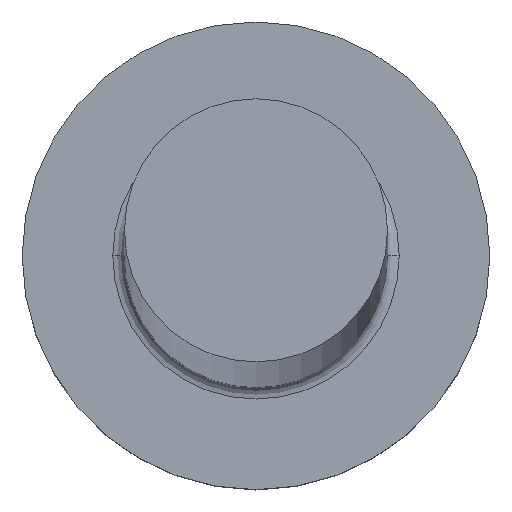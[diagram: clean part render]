
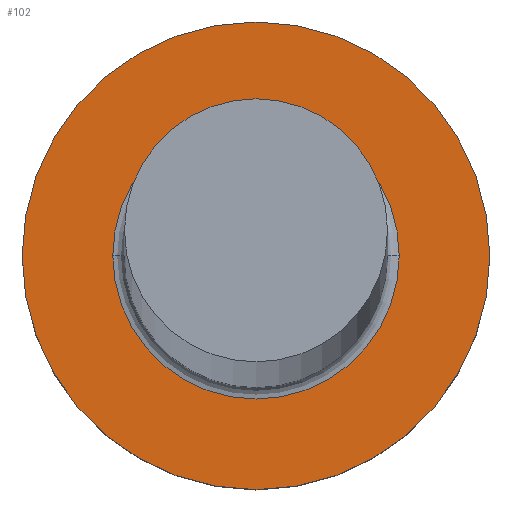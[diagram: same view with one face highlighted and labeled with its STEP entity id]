
A CAD part, top view. The second image highlights one B-rep face of the part: STEP entity #102.
In plain terms, the highlighted planar face has unit normal (0, 0, 1).
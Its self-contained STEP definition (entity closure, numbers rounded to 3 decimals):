
#2 = AXIS2_PLACEMENT_3D ( 'NONE', #152, #25, #242 ) ;
#7 = AXIS2_PLACEMENT_3D ( 'NONE', #175, #201, #290 ) ;
#12 = AXIS2_PLACEMENT_3D ( 'NONE', #220, #145, #148 ) ;
#19 = ORIENTED_EDGE ( 'NONE', *, *, #98, .T. ) ;
#21 = DIRECTION ( 'NONE',  ( 0., 0., -1. ) ) ;
#22 = CARTESIAN_POINT ( 'NONE',  ( 0., 0., 3. ) ) ;
#25 = DIRECTION ( 'NONE',  ( 0., 0., 1. ) ) ;
#38 = EDGE_CURVE ( 'NONE', #107, #136, #278, .T. ) ;
#48 = CARTESIAN_POINT ( 'NONE',  ( 4., 0., 3. ) ) ;
#67 = CARTESIAN_POINT ( 'NONE',  ( -2.45, 0., 3. ) ) ;
#93 = VERTEX_POINT ( 'NONE', #48 ) ;
#97 = CARTESIAN_POINT ( 'NONE',  ( 0., 0., 3. ) ) ;
#98 = EDGE_CURVE ( 'NONE', #93, #188, #130, .T. ) ;
#99 = DIRECTION ( 'NONE',  ( 1., 0., 0. ) ) ;
#102 = ADVANCED_FACE ( 'NONE', ( #121, #151 ), #239, .T. ) ;
#107 = VERTEX_POINT ( 'NONE', #67 ) ;
#113 = EDGE_CURVE ( 'NONE', #136, #107, #178, .T. ) ;
#116 = DIRECTION ( 'NONE',  ( 1., 0., 0. ) ) ;
#121 = FACE_BOUND ( 'NONE', #300, .T. ) ;
#130 = CIRCLE ( 'NONE', #12, 4. ) ;
#136 = VERTEX_POINT ( 'NONE', #243 ) ;
#145 = DIRECTION ( 'NONE',  ( 0., 0., 1. ) ) ;
#147 = AXIS2_PLACEMENT_3D ( 'NONE', #97, #21, #116 ) ;
#148 = DIRECTION ( 'NONE',  ( 1., 0., 0. ) ) ;
#151 = FACE_OUTER_BOUND ( 'NONE', #185, .T. ) ;
#152 = CARTESIAN_POINT ( 'NONE',  ( 0., 0., 3. ) ) ;
#161 = ORIENTED_EDGE ( 'NONE', *, *, #113, .T. ) ;
#175 = CARTESIAN_POINT ( 'NONE',  ( 0., 0., 3. ) ) ;
#178 = CIRCLE ( 'NONE', #7, 2.45 ) ;
#185 = EDGE_LOOP ( 'NONE', ( #210, #19 ) ) ;
#188 = VERTEX_POINT ( 'NONE', #222 ) ;
#191 = AXIS2_PLACEMENT_3D ( 'NONE', #22, #307, #99 ) ;
#199 = CIRCLE ( 'NONE', #2, 4. ) ;
#201 = DIRECTION ( 'NONE',  ( 0., 0., -1. ) ) ;
#210 = ORIENTED_EDGE ( 'NONE', *, *, #297, .T. ) ;
#220 = CARTESIAN_POINT ( 'NONE',  ( 0., 0., 3. ) ) ;
#222 = CARTESIAN_POINT ( 'NONE',  ( -4., 0., 3. ) ) ;
#231 = ORIENTED_EDGE ( 'NONE', *, *, #38, .T. ) ;
#239 = PLANE ( 'NONE',  #191 ) ;
#242 = DIRECTION ( 'NONE',  ( 1., 0., 0. ) ) ;
#243 = CARTESIAN_POINT ( 'NONE',  ( 2.45, 0., 3. ) ) ;
#278 = CIRCLE ( 'NONE', #147, 2.45 ) ;
#290 = DIRECTION ( 'NONE',  ( 1., 0., 0. ) ) ;
#297 = EDGE_CURVE ( 'NONE', #188, #93, #199, .T. ) ;
#300 = EDGE_LOOP ( 'NONE', ( #161, #231 ) ) ;
#307 = DIRECTION ( 'NONE',  ( 0., 0., 1. ) ) ;
